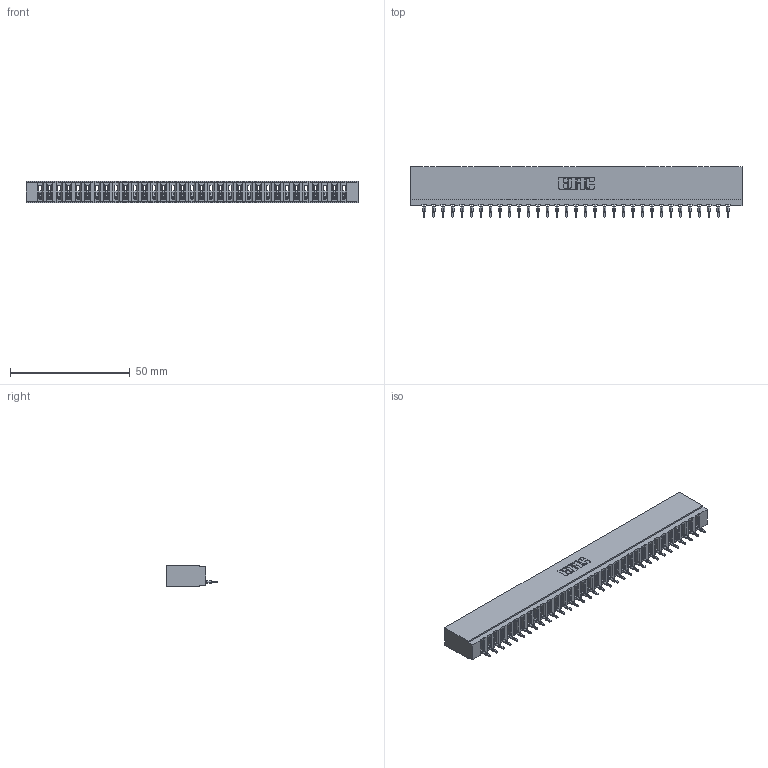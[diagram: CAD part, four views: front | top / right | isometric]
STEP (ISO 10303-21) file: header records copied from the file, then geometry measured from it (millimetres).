
FILE_DESCRIPTION (( 'STEP AP203' ), '1' );
FILE_NAME ('737-033-525-101.STEP', '2026-02-24T23:20:16', ( '' ), ( '' ), 'SwSTEP 2.0', 'SolidWorks 2023', '' );
FILE_SCHEMA (( 'CONFIG_CONTROL_DESIGN' ));
Length unit declared in the file: millimetre
Products named in the file (3): 745-292-001_525; 737-033-525-101; 737 Part_Insulator Option - 01
Assembly tree (34 placements, depth 2):
  737-033-525-101
    737 Part_Insulator Option - 01
    745-292-001_525  x33
Bounding box: 138.63 x 21.22 x 8.89 mm (x, y, z)
Volume: 13365.8 mm3; surface area: 18015.9 mm2
Topology: 34 solids, 34 shells, 3823 faces, 10518 edges, 6638 vertices
Faces by surface type: plane 2298, cylinder 667, bspline 660, torus 198
Entity records: 56785 total; most frequent: CARTESIAN_POINT 10514, ORIENTED_EDGE 9964, DIRECTION 8638, EDGE_CURVE 4982, VECTOR 4602, LINE 4602, VERTEX_POINT 3182, AXIS2_PLACEMENT_3D 2018
